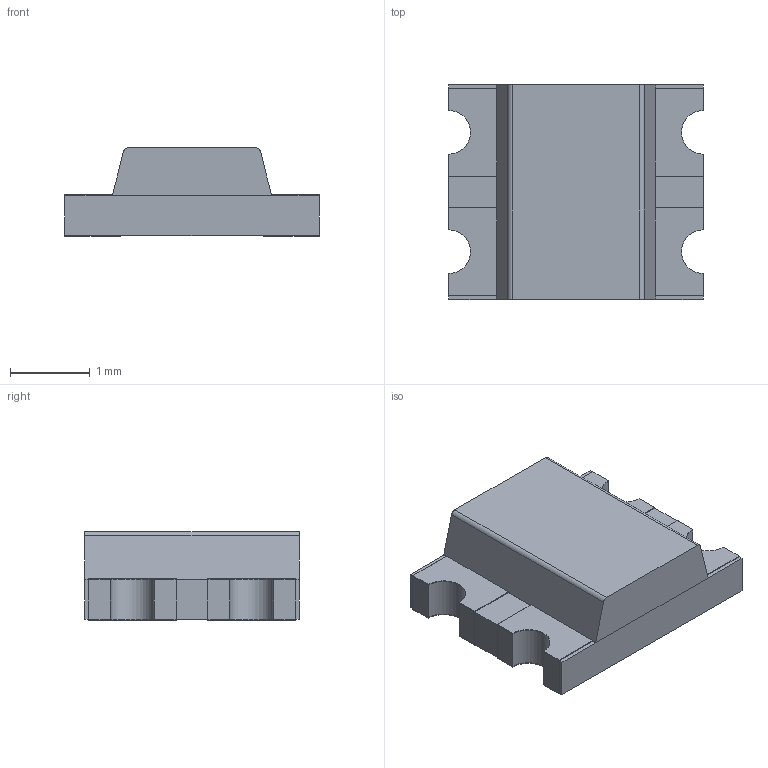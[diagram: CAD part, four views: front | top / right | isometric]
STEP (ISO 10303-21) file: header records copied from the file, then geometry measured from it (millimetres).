
FILE_DESCRIPTION(/* description */ ('model of LED_RGB_1210'),/* implementation_level */ '2;1');
FILE_NAME(/* name */ 'LED_RGB_1210.step',/* time_stamp */ '2019-06-30T13:23:04',/* author */ ('kicad StepUp','ksu'),/* organization */ ('FreeCAD'),/* preprocessor_version */ 'OCC',/* originating_system */ 'kicad StepUp',/* authorisation */ '');
FILE_SCHEMA(('AUTOMOTIVE_DESIGN { 1 0 10303 214 1 1 1 1 }'));
Length unit declared in the file: millimetre
Products named in the file (1): LED_RGB_1210
Bounding box: 3.2 x 2.7 x 1.11 mm (x, y, z)
Volume: 7.1 mm3; surface area: 27.8 mm2
Topology: 1 solids, 1 shells, 98 faces, 241 edges, 146 vertices
Faces by surface type: plane 84, cylinder 14
Entity records: 3501 total; most frequent: CARTESIAN_POINT 486, ORIENTED_EDGE 482, DIRECTION 467, EDGE_CURVE 241, LINE 213, VECTOR 213, VERTEX_POINT 146, AXIS2_PLACEMENT_3D 127
